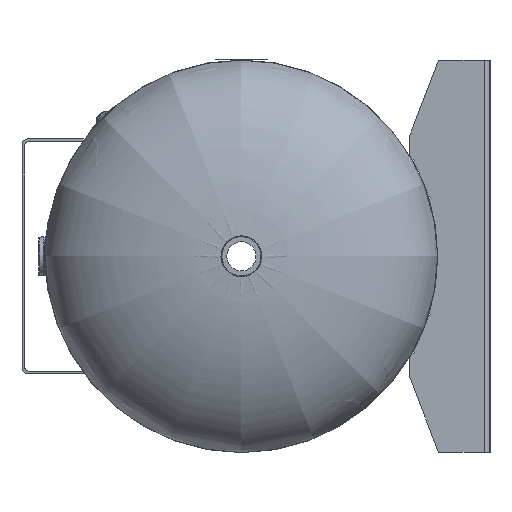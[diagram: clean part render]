
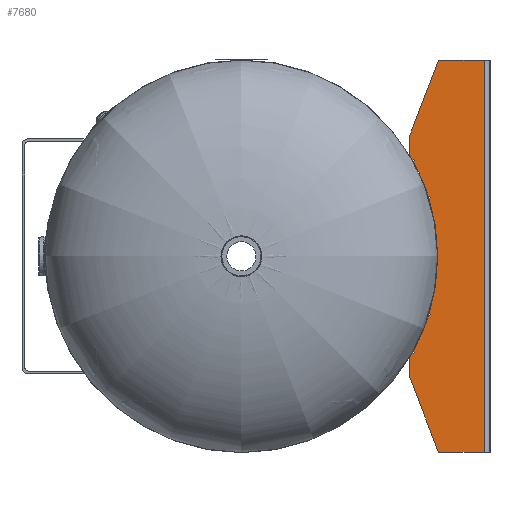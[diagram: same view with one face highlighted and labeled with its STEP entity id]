
A CAD part, left-side view. The second image highlights one B-rep face of the part: STEP entity #7680.
In plain terms, the highlighted planar face has unit normal (-1, 0, 0).
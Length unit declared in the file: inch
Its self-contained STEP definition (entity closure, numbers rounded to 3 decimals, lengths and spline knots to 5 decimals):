
#501=CIRCLE('',#8442,15.);
#503=CIRCLE('',#8445,15.);
#504=CIRCLE('',#8447,15.);
#506=CIRCLE('',#8450,15.);
#507=CIRCLE('',#8451,15.);
#765=PLANE('',#8449);
#1115=FACE_OUTER_BOUND('',#1560,.T.);
#1560=EDGE_LOOP('',(#6611,#6612,#6613,#6614,#6615,#6616,#6617,#6618,#6619,
#6620,#6621,#6622,#6623,#6624,#6625,#6626,#6627,#6628,#6629,#6630,#6631,
#6632,#6633,#6634));
#2167=LINE('',#14561,#2895);
#2170=LINE('',#14567,#2898);
#2173=LINE('',#14573,#2901);
#2177=LINE('',#14582,#2905);
#2180=LINE('',#14588,#2908);
#2183=LINE('',#14594,#2911);
#2187=LINE('',#14613,#2915);
#2188=LINE('',#14615,#2916);
#2189=LINE('',#14617,#2917);
#2190=LINE('',#14619,#2918);
#2191=LINE('',#14621,#2919);
#2192=LINE('',#14623,#2920);
#2193=LINE('',#14625,#2921);
#2194=LINE('',#14629,#2922);
#2195=LINE('',#14631,#2923);
#2196=LINE('',#14633,#2924);
#2197=LINE('',#14637,#2925);
#2198=LINE('',#14639,#2926);
#2199=LINE('',#14640,#2927);
#2895=VECTOR('',#9989,0.3937);
#2898=VECTOR('',#9994,0.3937);
#2901=VECTOR('',#9999,0.3937);
#2905=VECTOR('',#10005,0.3937);
#2908=VECTOR('',#10010,0.3937);
#2911=VECTOR('',#10015,0.3937);
#2915=VECTOR('',#10039,0.3937);
#2916=VECTOR('',#10040,0.3937);
#2917=VECTOR('',#10041,0.3937);
#2918=VECTOR('',#10042,0.3937);
#2919=VECTOR('',#10043,0.3937);
#2920=VECTOR('',#10044,0.3937);
#2921=VECTOR('',#10045,0.3937);
#2922=VECTOR('',#10048,0.3937);
#2923=VECTOR('',#10049,0.3937);
#2924=VECTOR('',#10050,0.3937);
#2925=VECTOR('',#10053,0.3937);
#2926=VECTOR('',#10054,0.3937);
#2927=VECTOR('',#10055,0.3937);
#3769=VERTEX_POINT('',#14558);
#3770=VERTEX_POINT('',#14560);
#3772=VERTEX_POINT('',#14566);
#3774=VERTEX_POINT('',#14572);
#3777=VERTEX_POINT('',#14579);
#3778=VERTEX_POINT('',#14581);
#3780=VERTEX_POINT('',#14587);
#3782=VERTEX_POINT('',#14593);
#3784=VERTEX_POINT('',#14599);
#3785=VERTEX_POINT('',#14606);
#3787=VERTEX_POINT('',#14612);
#3788=VERTEX_POINT('',#14614);
#3789=VERTEX_POINT('',#14616);
#3790=VERTEX_POINT('',#14618);
#3791=VERTEX_POINT('',#14620);
#3792=VERTEX_POINT('',#14622);
#3793=VERTEX_POINT('',#14624);
#3794=VERTEX_POINT('',#14626);
#3795=VERTEX_POINT('',#14628);
#3796=VERTEX_POINT('',#14630);
#3797=VERTEX_POINT('',#14632);
#3798=VERTEX_POINT('',#14634);
#3799=VERTEX_POINT('',#14636);
#3800=VERTEX_POINT('',#14638);
#4751=EDGE_CURVE('',#3770,#3769,#2167,.T.);
#4754=EDGE_CURVE('',#3772,#3770,#2170,.T.);
#4757=EDGE_CURVE('',#3774,#3772,#2173,.T.);
#4761=EDGE_CURVE('',#3778,#3777,#2177,.T.);
#4764=EDGE_CURVE('',#3780,#3778,#2180,.T.);
#4767=EDGE_CURVE('',#3782,#3780,#2183,.T.);
#4771=EDGE_CURVE('',#3777,#3784,#501,.T.);
#4773=EDGE_CURVE('',#3769,#3782,#503,.T.);
#4774=EDGE_CURVE('',#3785,#3774,#504,.T.);
#4777=EDGE_CURVE('',#3784,#3787,#2187,.T.);
#4778=EDGE_CURVE('',#3788,#3787,#2188,.T.);
#4779=EDGE_CURVE('',#3788,#3789,#2189,.T.);
#4780=EDGE_CURVE('',#3790,#3789,#2190,.T.);
#4781=EDGE_CURVE('',#3791,#3790,#2191,.T.);
#4782=EDGE_CURVE('',#3792,#3791,#2192,.T.);
#4783=EDGE_CURVE('',#3792,#3793,#2193,.T.);
#4784=EDGE_CURVE('',#3793,#3794,#506,.T.);
#4785=EDGE_CURVE('',#3794,#3795,#2194,.T.);
#4786=EDGE_CURVE('',#3795,#3796,#2195,.T.);
#4787=EDGE_CURVE('',#3796,#3797,#2196,.T.);
#4788=EDGE_CURVE('',#3797,#3798,#507,.T.);
#4789=EDGE_CURVE('',#3798,#3799,#2197,.T.);
#4790=EDGE_CURVE('',#3799,#3800,#2198,.T.);
#4791=EDGE_CURVE('',#3800,#3785,#2199,.T.);
#6611=ORIENTED_EDGE('',*,*,#4757,.T.);
#6612=ORIENTED_EDGE('',*,*,#4754,.T.);
#6613=ORIENTED_EDGE('',*,*,#4751,.T.);
#6614=ORIENTED_EDGE('',*,*,#4773,.T.);
#6615=ORIENTED_EDGE('',*,*,#4767,.T.);
#6616=ORIENTED_EDGE('',*,*,#4764,.T.);
#6617=ORIENTED_EDGE('',*,*,#4761,.T.);
#6618=ORIENTED_EDGE('',*,*,#4771,.T.);
#6619=ORIENTED_EDGE('',*,*,#4777,.T.);
#6620=ORIENTED_EDGE('',*,*,#4778,.F.);
#6621=ORIENTED_EDGE('',*,*,#4779,.T.);
#6622=ORIENTED_EDGE('',*,*,#4780,.F.);
#6623=ORIENTED_EDGE('',*,*,#4781,.F.);
#6624=ORIENTED_EDGE('',*,*,#4782,.F.);
#6625=ORIENTED_EDGE('',*,*,#4783,.T.);
#6626=ORIENTED_EDGE('',*,*,#4784,.T.);
#6627=ORIENTED_EDGE('',*,*,#4785,.T.);
#6628=ORIENTED_EDGE('',*,*,#4786,.T.);
#6629=ORIENTED_EDGE('',*,*,#4787,.T.);
#6630=ORIENTED_EDGE('',*,*,#4788,.T.);
#6631=ORIENTED_EDGE('',*,*,#4789,.T.);
#6632=ORIENTED_EDGE('',*,*,#4790,.T.);
#6633=ORIENTED_EDGE('',*,*,#4791,.T.);
#6634=ORIENTED_EDGE('',*,*,#4774,.T.);
#7680=ADVANCED_FACE('',(#1115),#765,.T.);
#8442=AXIS2_PLACEMENT_3D('',#14601,#10022,#10023);
#8445=AXIS2_PLACEMENT_3D('',#14604,#10028,#10029);
#8447=AXIS2_PLACEMENT_3D('',#14607,#10032,#10033);
#8449=AXIS2_PLACEMENT_3D('',#14611,#10037,#10038);
#8450=AXIS2_PLACEMENT_3D('',#14627,#10046,#10047);
#8451=AXIS2_PLACEMENT_3D('',#14635,#10051,#10052);
#9989=DIRECTION('',(0.,-0.358,0.934));
#9994=DIRECTION('',(0.,0.934,0.358));
#9999=DIRECTION('',(0.,0.358,-0.934));
#10005=DIRECTION('',(0.,-0.491,0.871));
#10010=DIRECTION('',(0.,0.871,0.491));
#10015=DIRECTION('',(0.,0.491,-0.871));
#10022=DIRECTION('center_axis',(1.,0.,0.));
#10023=DIRECTION('ref_axis',(0.,-1.,0.));
#10028=DIRECTION('center_axis',(1.,0.,0.));
#10029=DIRECTION('ref_axis',(0.,-1.,0.));
#10032=DIRECTION('center_axis',(1.,0.,0.));
#10033=DIRECTION('ref_axis',(0.,-1.,0.));
#10037=DIRECTION('center_axis',(-1.,0.,0.));
#10038=DIRECTION('ref_axis',(0.,0.,1.));
#10039=DIRECTION('',(0.,1.,0.));
#10040=DIRECTION('',(0.,-0.934,0.358));
#10041=DIRECTION('',(0.,0.,-1.));
#10042=DIRECTION('',(0.,1.,0.));
#10043=DIRECTION('',(0.,0.,-1.));
#10044=DIRECTION('',(0.,-0.934,-0.358));
#10045=DIRECTION('',(0.,1.,0.));
#10046=DIRECTION('center_axis',(1.,0.,0.));
#10047=DIRECTION('ref_axis',(0.,-1.,0.));
#10048=DIRECTION('',(0.,-0.491,-0.871));
#10049=DIRECTION('',(0.,0.871,-0.491));
#10050=DIRECTION('',(0.,0.491,0.871));
#10051=DIRECTION('center_axis',(1.,0.,0.));
#10052=DIRECTION('ref_axis',(0.,-1.,0.));
#10053=DIRECTION('',(0.,-0.358,-0.934));
#10054=DIRECTION('',(0.,0.934,-0.358));
#10055=DIRECTION('',(0.,0.358,0.934));
#14558=CARTESIAN_POINT('',(-2.,4.53086,4.70065));
#14560=CARTESIAN_POINT('',(-2.,4.56663,4.60727));
#14561=CARTESIAN_POINT('',(-2.,3.03345,8.61055));
#14566=CARTESIAN_POINT('',(-2.,4.47342,4.57157));
#14567=CARTESIAN_POINT('',(-2.,-3.7014,1.44079));
#14572=CARTESIAN_POINT('',(-2.,4.43543,4.67077));
#14573=CARTESIAN_POINT('',(-2.,2.95813,8.52817));
#14579=CARTESIAN_POINT('',(-2.,7.36865,5.93467));
#14581=CARTESIAN_POINT('',(-2.,7.41761,5.84785));
#14582=CARTESIAN_POINT('',(-2.,4.61556,10.81617));
#14587=CARTESIAN_POINT('',(-2.,7.33051,5.79873));
#14588=CARTESIAN_POINT('',(-2.,-1.01362,1.09277));
#14593=CARTESIAN_POINT('',(-2.,7.28139,5.88583));
#14594=CARTESIAN_POINT('',(-2.,4.55294,10.72364));
#14599=CARTESIAN_POINT('',(-2.,7.79999,6.1875));
#14601=CARTESIAN_POINT('Origin',(-2.,0.,19.));
#14604=CARTESIAN_POINT('Origin',(-2.,0.,19.));
#14606=CARTESIAN_POINT('',(-2.,-4.43543,4.67077));
#14607=CARTESIAN_POINT('Origin',(-2.,0.,19.));
#14611=CARTESIAN_POINT('Origin',(-2.,-15.,6.1875));
#14612=CARTESIAN_POINT('',(-2.,9.125,6.1875));
#14613=CARTESIAN_POINT('',(-2.,-15.,6.1875));
#14614=CARTESIAN_POINT('',(-2.,15.,3.9375));
#14615=CARTESIAN_POINT('',(-2.,0.07418,9.65377));
#14616=CARTESIAN_POINT('',(-2.,15.,0.4293));
#14617=CARTESIAN_POINT('',(-2.,15.,6.1875));
#14618=CARTESIAN_POINT('',(-2.,-15.,0.4293));
#14619=CARTESIAN_POINT('',(-2.,15.,0.4293));
#14620=CARTESIAN_POINT('',(-2.,-15.,3.9375));
#14621=CARTESIAN_POINT('',(-2.,-15.,6.1875));
#14622=CARTESIAN_POINT('',(-2.,-9.125,6.1875));
#14623=CARTESIAN_POINT('',(-2.,-13.15551,4.6439));
#14624=CARTESIAN_POINT('',(-2.,-7.79999,6.1875));
#14625=CARTESIAN_POINT('',(-2.,-15.,6.1875));
#14626=CARTESIAN_POINT('',(-2.,-7.36865,5.93467));
#14627=CARTESIAN_POINT('Origin',(-2.,0.,19.));
#14628=CARTESIAN_POINT('',(-2.,-7.41761,5.84785));
#14629=CARTESIAN_POINT('',(-2.,-8.23536,4.39791));
#14630=CARTESIAN_POINT('',(-2.,-7.33051,5.79873));
#14631=CARTESIAN_POINT('',(-2.,-10.36658,7.51103));
#14632=CARTESIAN_POINT('',(-2.,-7.28139,5.88583));
#14633=CARTESIAN_POINT('',(-2.,-8.17274,4.30538));
#14634=CARTESIAN_POINT('',(-2.,-4.53086,4.70065));
#14635=CARTESIAN_POINT('Origin',(-2.,0.,19.));
#14636=CARTESIAN_POINT('',(-2.,-4.56663,4.60727));
#14637=CARTESIAN_POINT('',(-2.,-4.95213,3.60068));
#14638=CARTESIAN_POINT('',(-2.,-4.47342,4.57157));
#14639=CARTESIAN_POINT('',(-2.,-9.37993,6.45066));
#14640=CARTESIAN_POINT('',(-2.,-4.8768,3.5183));
